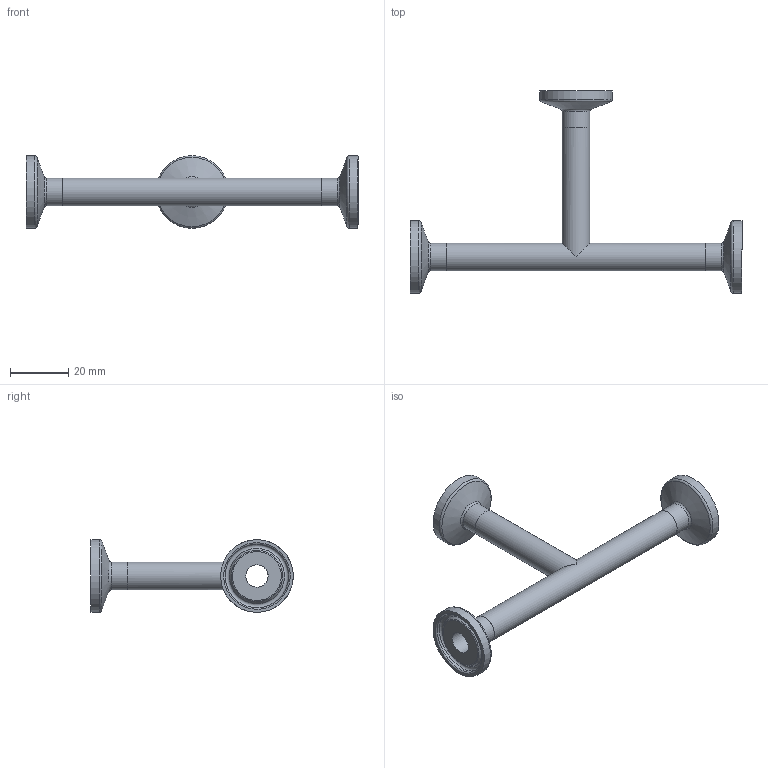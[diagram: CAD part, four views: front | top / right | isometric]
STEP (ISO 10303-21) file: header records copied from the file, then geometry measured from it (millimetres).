
FILE_DESCRIPTION(('Hygienic Clamp Joint Straight Tee_9,53x0,89_L114,4_l57,2_V00'),'2;1');
FILE_NAME('Hygienic Clamp Joint Straight Tee_9,53x0,89_L114,4_l57,2_V00.stp','2013-11-03T19:35:54',('DOCKWEILER AG'),('DOCKWEILER AG'),'Autodesk Inventor 2012','Autodesk Inventor 2012','');
FILE_SCHEMA(('CONFIG_CONTROL_DESIGN'));
Length unit declared in the file: millimetre
Products named in the file (3): N0010_001_002_001; N0010_001_001_001_04; N0003_003_001_16
Assembly tree (4 placements, depth 2):
  N0010_001_002_001
    N0010_001_001_001_04
    N0003_003_001_16  x3
Bounding box: 114.4 x 69.66 x 25 mm (x, y, z)
Volume: 8774.2 mm3; surface area: 12549.3 mm2
Topology: 5 solids, 5 shells, 51 faces, 100 edges, 60 vertices
Faces by surface type: cylinder 18, torus 15, plane 12, cone 6
Full cylindrical faces by diameter (mm): 7.75 x6, 9.53 x5, 21.92 x3, 25 x3
Entity records: 718 total; most frequent: CARTESIAN_POINT 164, DIRECTION 108, AXIS2_PLACEMENT_3D 54, ORIENTED_EDGE 52, EDGE_LOOP 48, VERTEX_POINT 26, EDGE_CURVE 26, STYLED_ITEM 26
